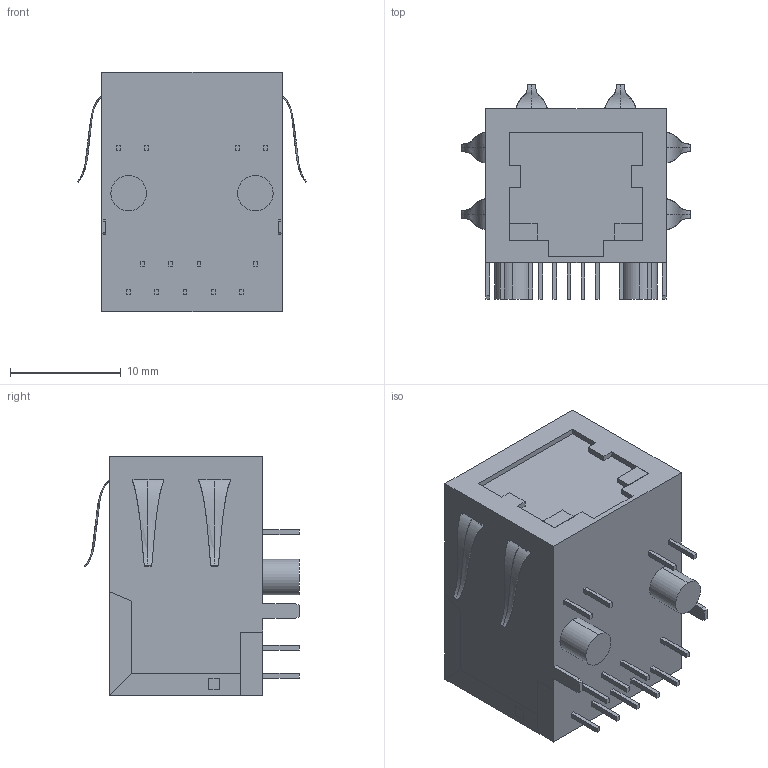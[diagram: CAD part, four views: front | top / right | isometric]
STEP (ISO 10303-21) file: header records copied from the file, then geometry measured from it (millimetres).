
FILE_DESCRIPTION(('FreeCAD Model'),'2;1');
FILE_NAME('ARJP11A.STEP','2020-10-28T17:15:15',( 'Author'),(''),'Open CASCADE STEP processor 7.3','FreeCAD','Unknown' );
FILE_SCHEMA(('AUTOMOTIVE_DESIGN { 1 0 10303 214 1 1 1 1 }'));
Length unit declared in the file: millimetre
Products named in the file (2): ARJP11A; ARJP11A_ARJP11A-MA
Assembly tree (1 placements, depth 2):
  ARJP11A
    ARJP11A_ARJP11A-MA
Bounding box: 20.65 x 19.34 x 21.59 mm (x, y, z)
Volume: 4871.1 mm3; surface area: 2082.8 mm2
Topology: 1 solids, 1 shells, 262 faces, 713 edges, 492 vertices
Faces by surface type: plane 230, bspline 28, cylinder 4
Entity records: 13304 total; most frequent: CARTESIAN_POINT 5041, ORIENTED_EDGE 1426, DIRECTION 1085, EDGE_CURVE 713, LINE 597, VECTOR 597, VERTEX_POINT 492, FACE_BOUND 301
